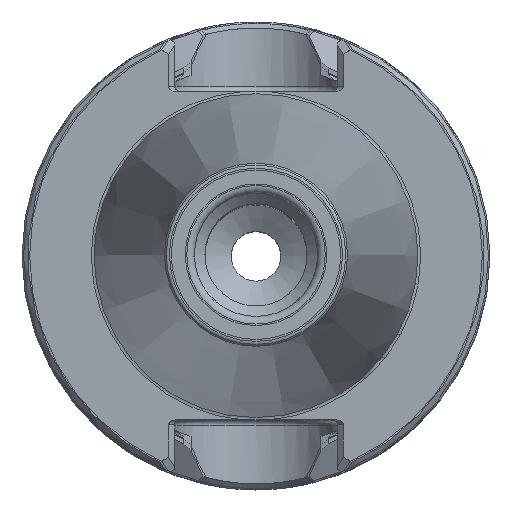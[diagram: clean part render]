
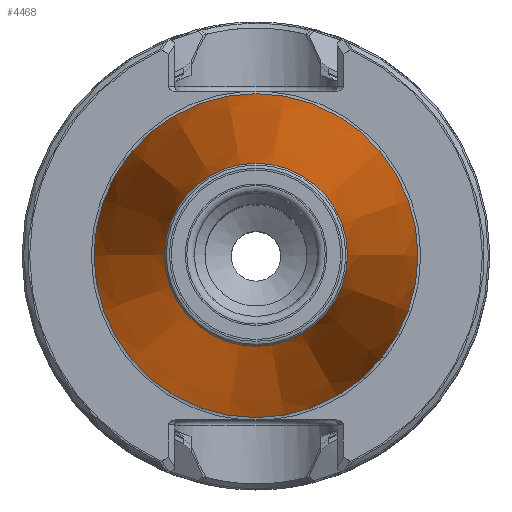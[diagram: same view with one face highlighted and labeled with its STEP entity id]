
A CAD part, top view. The second image highlights one B-rep face of the part: STEP entity #4468.
In plain terms, the highlighted conical face has half-angle 8.297 degrees and reference radius 9.058 mm.
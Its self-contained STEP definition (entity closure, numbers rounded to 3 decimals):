
#554=CONICAL_SURFACE('',#4796,9.058,0.145);
#1050=ORIENTED_EDGE('',*,*,#1662,.T.);
#1051=ORIENTED_EDGE('',*,*,#1661,.F.);
#1661=EDGE_CURVE('',#2026,#2026,#2249,.T.);
#1662=EDGE_CURVE('',#2027,#2027,#2250,.T.);
#2026=VERTEX_POINT('',#6644);
#2027=VERTEX_POINT('',#6647);
#2249=CIRCLE('',#4795,9.058);
#2250=CIRCLE('',#4797,16.025);
#2489=EDGE_LOOP('',(#1050));
#2490=EDGE_LOOP('',(#1051));
#2775=FACE_BOUND('',#2489,.T.);
#2776=FACE_BOUND('',#2490,.T.);
#4468=ADVANCED_FACE('',(#2775,#2776),#554,.T.);
#4795=AXIS2_PLACEMENT_3D('',#6643,#5473,#5474);
#4796=AXIS2_PLACEMENT_3D('',#6645,#5475,#5476);
#4797=AXIS2_PLACEMENT_3D('',#6646,#5477,#5478);
#5473=DIRECTION('',(0.,0.,1.));
#5474=DIRECTION('',(1.,0.,0.));
#5475=DIRECTION('',(0.,0.,-1.));
#5476=DIRECTION('',(-1.,0.,0.));
#5477=DIRECTION('',(0.,0.,1.));
#5478=DIRECTION('',(1.,0.,0.));
#6643=CARTESIAN_POINT('',(0.,0.,48.172));
#6644=CARTESIAN_POINT('',(9.058,0.,48.172));
#6645=CARTESIAN_POINT('',(0.,0.,48.172));
#6646=CARTESIAN_POINT('',(0.,0.,0.4));
#6647=CARTESIAN_POINT('',(16.025,0.,0.4));
